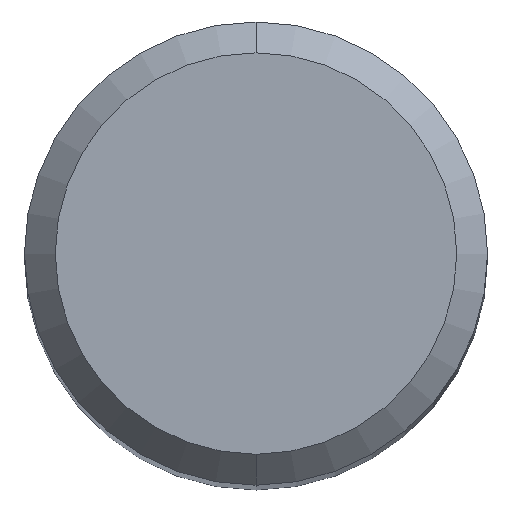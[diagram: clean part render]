
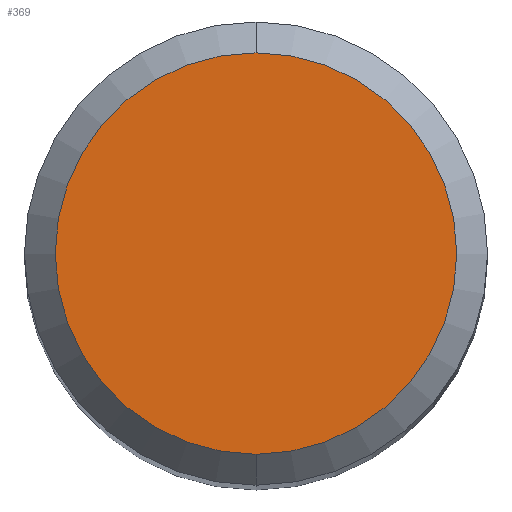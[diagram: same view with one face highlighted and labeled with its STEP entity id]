
A CAD part, top view. The second image highlights one B-rep face of the part: STEP entity #369.
In plain terms, the highlighted planar face has unit normal (0, 0, 1).
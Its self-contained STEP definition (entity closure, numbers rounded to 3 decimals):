
#233=VERTEX_POINT('',#532);
#343=EDGE_CURVE('',#233,#409,#651,.T.);
#369=ADVANCED_FACE('',(#681),#682,.T.);
#405=EDGE_CURVE('',#409,#233,#721,.T.);
#409=VERTEX_POINT('',#725);
#532=CARTESIAN_POINT('',(0.0,2.6,0.0));
#651=CIRCLE('',#1169,2.6);
#681=FACE_OUTER_BOUND('',#1205,.T.);
#682=PLANE('',#1206);
#721=CIRCLE('',#1295,2.6);
#725=CARTESIAN_POINT('',(0.,-2.6,0.0));
#1169=AXIS2_PLACEMENT_3D('',#1586,#1587,#1588);
#1205=EDGE_LOOP('',(#1634,#1635));
#1206=AXIS2_PLACEMENT_3D('',#1636,#1637,#1638);
#1295=AXIS2_PLACEMENT_3D('',#1680,#1681,#1682);
#1586=CARTESIAN_POINT('',(0.0,0.0,0.0));
#1587=DIRECTION('',(0.0,0.0,-1.0));
#1588=DIRECTION('',(0.0,1.0,0.0));
#1634=ORIENTED_EDGE('',*,*,#343,.F.);
#1635=ORIENTED_EDGE('',*,*,#405,.F.);
#1636=CARTESIAN_POINT('',(0.0,1.3,0.0));
#1637=DIRECTION('',(-0.0,0.0,1.0));
#1638=DIRECTION('',(0.0,-1.0,0.0));
#1680=CARTESIAN_POINT('',(0.0,0.0,0.0));
#1681=DIRECTION('',(0.0,0.0,-1.0));
#1682=DIRECTION('',(0.0,1.0,0.0));
